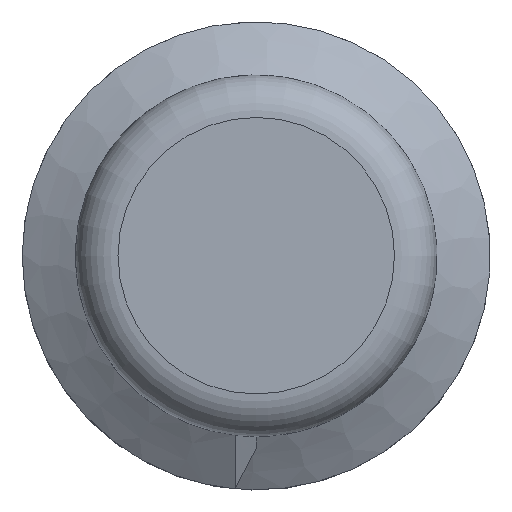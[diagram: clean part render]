
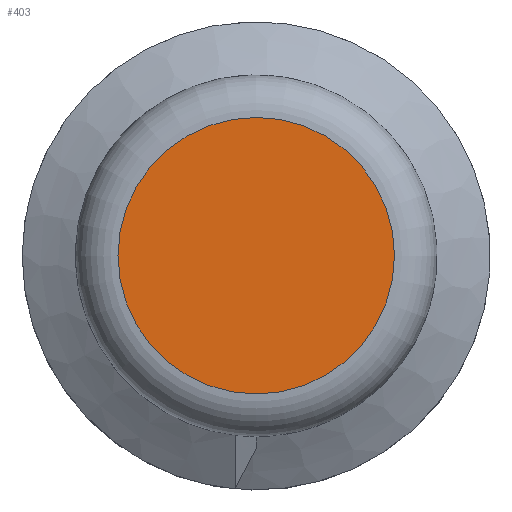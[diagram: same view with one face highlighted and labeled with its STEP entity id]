
A CAD part, top view. The second image highlights one B-rep face of the part: STEP entity #403.
In plain terms, the highlighted planar face has unit normal (0, 0, 1).
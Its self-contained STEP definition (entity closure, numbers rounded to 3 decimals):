
#100=PLANE('',#450);
#117=FACE_OUTER_BOUND('',#139,.T.);
#139=EDGE_LOOP('',(#291,#292));
#178=CIRCLE('',#445,6.5);
#182=CIRCLE('',#449,6.5);
#184=VERTEX_POINT('',#557);
#185=VERTEX_POINT('',#558);
#224=EDGE_CURVE('',#184,#185,#178,.T.);
#230=EDGE_CURVE('',#185,#184,#182,.T.);
#291=ORIENTED_EDGE('',*,*,#224,.F.);
#292=ORIENTED_EDGE('',*,*,#230,.F.);
#403=ADVANCED_FACE('',(#117),#100,.T.);
#445=AXIS2_PLACEMENT_3D('',#559,#472,#473);
#449=AXIS2_PLACEMENT_3D('',#590,#480,#481);
#450=AXIS2_PLACEMENT_3D('',#591,#482,#483);
#472=DIRECTION('center_axis',(0.,0.,-1.));
#473=DIRECTION('ref_axis',(-1.,0.,0.));
#480=DIRECTION('center_axis',(0.,0.,-1.));
#481=DIRECTION('ref_axis',(-1.,0.,0.));
#482=DIRECTION('center_axis',(0.,0.,1.));
#483=DIRECTION('ref_axis',(1.,0.,0.));
#557=CARTESIAN_POINT('',(6.5,0.,10.));
#558=CARTESIAN_POINT('',(-6.5,0.,10.));
#559=CARTESIAN_POINT('Origin',(0.,0.,10.));
#590=CARTESIAN_POINT('Origin',(0.,0.,10.));
#591=CARTESIAN_POINT('Origin',(0.,0.,
10.));
